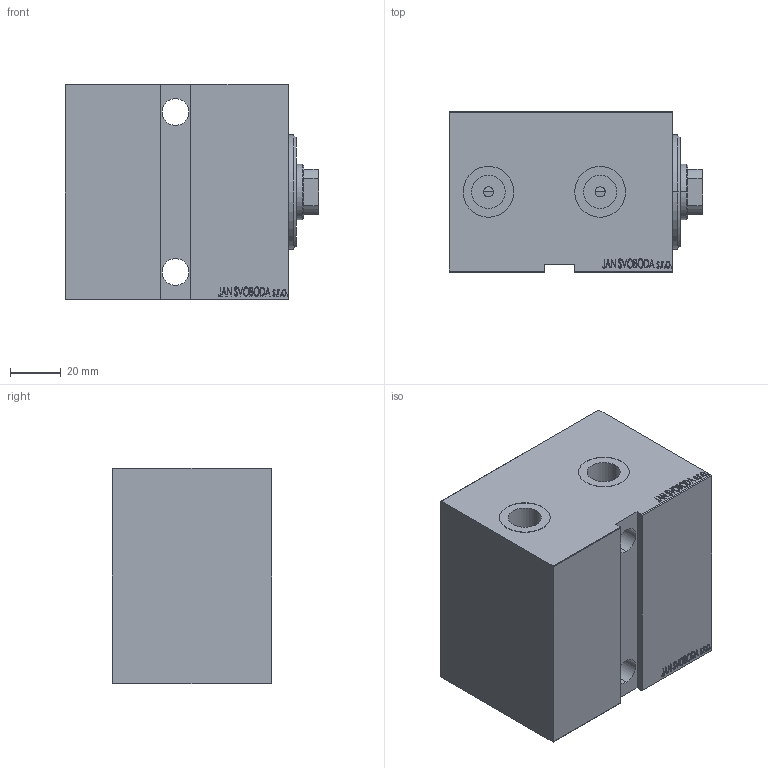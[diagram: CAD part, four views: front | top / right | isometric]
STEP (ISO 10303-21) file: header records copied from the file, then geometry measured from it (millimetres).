
FILE_DESCRIPTION (( 'STEP AP203' ), '1' );
FILE_NAME ('7ac0.STEP', '2022-04-16T21:13:54', ( '' ), ( '' ), 'SwSTEP 2.0', 'SolidWorks 2019', '' );
FILE_SCHEMA (( 'CONFIG_CONTROL_DESIGN' ));
Length unit declared in the file: millimetre
Products named in the file (4): 7ac0; V450CM_E_Body 05604e8212d70d12f92abfd56f5e5e6e; V450CM_VC_B 05604e8212d70d12f92abfd56f5e5e6e; V450CM_E_VCP 05604e8212d70d12f92abfd56f5e5e6e
Assembly tree (3 placements, depth 2):
  7ac0
    V450CM_E_Body 05604e8212d70d12f92abfd56f5e5e6e
    V450CM_E_VCP 05604e8212d70d12f92abfd56f5e5e6e
    V450CM_VC_B 05604e8212d70d12f92abfd56f5e5e6e
Bounding box: 100 x 63 x 85 mm (x, y, z)
Volume: 416696.4 mm3; surface area: 72184.3 mm2
Topology: 3 solids, 3 shells, 867 faces, 2225 edges, 1475 vertices
Faces by surface type: plane 415, bspline 380, cylinder 58, cone 14
Entity records: 43535 total; most frequent: CARTESIAN_POINT 24543, ORIENTED_EDGE 4446, DIRECTION 2563, EDGE_CURVE 2223, VERTEX_POINT 1475, LINE 1321, VECTOR 1321, EDGE_LOOP 990
